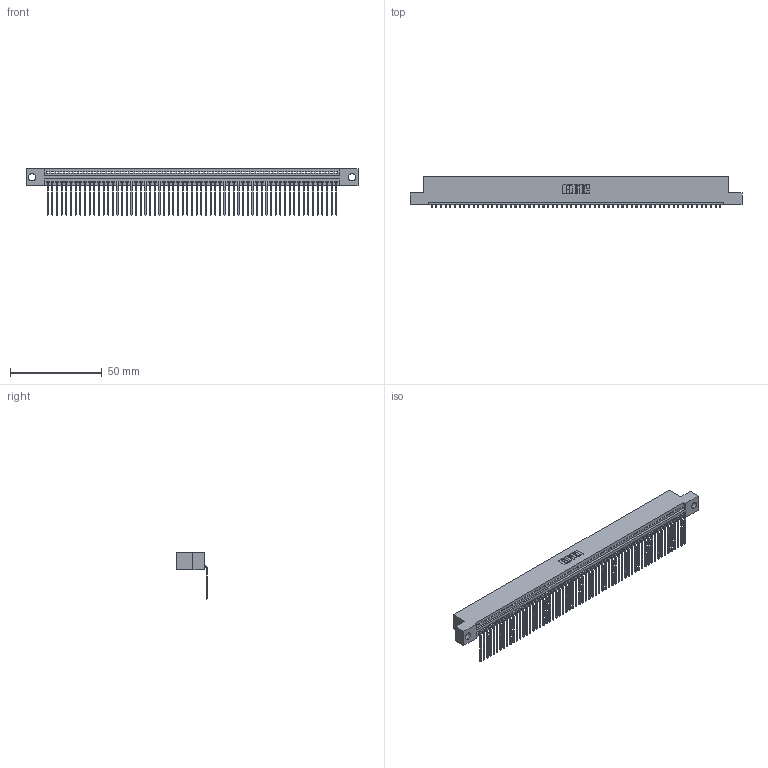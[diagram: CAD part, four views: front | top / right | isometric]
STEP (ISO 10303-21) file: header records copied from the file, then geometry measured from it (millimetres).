
FILE_DESCRIPTION (( 'STEP AP203' ), '1' );
FILE_NAME ('395-063-559-104.STEP', '2019-10-24T23:35:40', ( '' ), ( '' ), 'SwSTEP 2.0', 'SolidWorks 2016', '' );
FILE_SCHEMA (( 'CONFIG_CONTROL_DESIGN' ));
Length unit declared in the file: inch
Products named in the file (3): 395-063-559-104; 345-292-001_558 559 Tail - 1; 345 Part_Flush Mounting Lugs - 0.156 Dia-TH
Assembly tree (64 placements, depth 2):
  395-063-559-104
    345 Part_Flush Mounting Lugs - 0.156 Dia-TH
    345-292-001_558 559 Tail - 1  x63
Bounding box: 181.23 x 16.75 x 25.53 mm (x, y, z)
Volume: 17507.4 mm3; surface area: 24593.3 mm2
Topology: 64 solids, 64 shells, 3906 faces, 11807 edges, 7786 vertices
Faces by surface type: plane 2726, cylinder 1180
Entity records: 44675 total; most frequent: CARTESIAN_POINT 7745, ORIENTED_EDGE 7742, DIRECTION 6733, EDGE_CURVE 3871, LINE 3487, VECTOR 3487, VERTEX_POINT 2578, AXIS2_PLACEMENT_3D 1623
